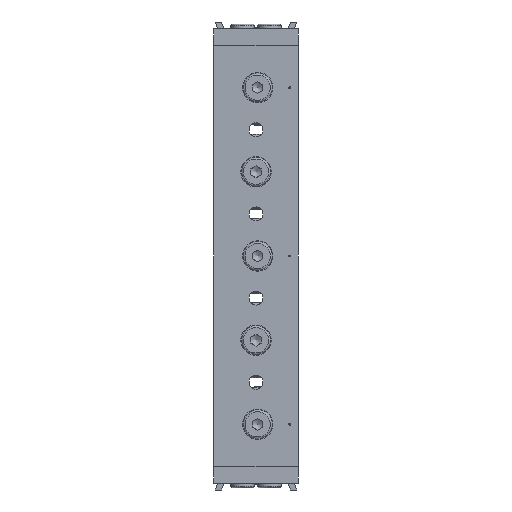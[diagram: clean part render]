
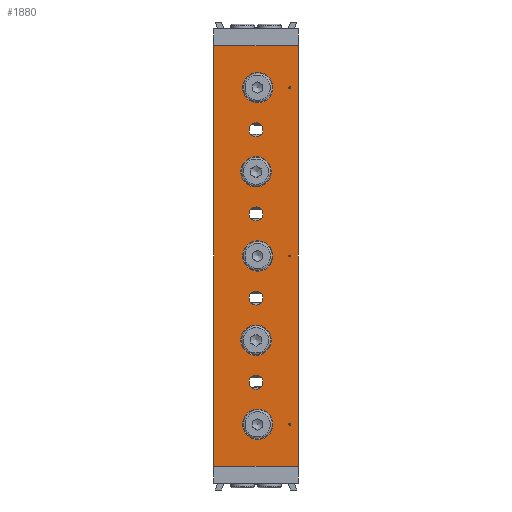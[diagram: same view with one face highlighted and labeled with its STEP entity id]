
A CAD part, left-side view. The second image highlights one B-rep face of the part: STEP entity #1880.
In plain terms, the highlighted planar face has unit normal (-1, 0, 0).
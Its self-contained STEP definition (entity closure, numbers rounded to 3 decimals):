
#230=CARTESIAN_POINT('',(0.0,12.5,92.0));
#231=VERTEX_POINT('',#230);
#232=CARTESIAN_POINT('',(0.0,12.5,87.5));
#233=DIRECTION('',(1.0,0.0,0.0));
#234=DIRECTION('',(0.0,0.0,1.0));
#235=AXIS2_PLACEMENT_3D('',#232,#233,#234);
#236=CIRCLE('',#235,4.5);
#237=EDGE_CURVE('',#231,#231,#236,.T.);
#884=CARTESIAN_POINT('',(0.0,12.5,42.0));
#885=VERTEX_POINT('',#884);
#886=CARTESIAN_POINT('',(0.0,12.5,37.5));
#887=DIRECTION('',(1.0,0.0,0.0));
#888=DIRECTION('',(0.0,0.0,1.0));
#889=AXIS2_PLACEMENT_3D('',#886,#887,#888);
#890=CIRCLE('',#889,4.5);
#891=EDGE_CURVE('',#885,#885,#890,.T.);
#958=CARTESIAN_POINT('',(0.0,12.5,102.067));
#959=VERTEX_POINT('',#958);
#960=CARTESIAN_POINT('',(0.0,12.5,100.0));
#961=DIRECTION('',(1.0,0.0,0.0));
#962=DIRECTION('',(0.0,0.0,1.0));
#963=AXIS2_PLACEMENT_3D('',#960,#961,#962);
#964=CIRCLE('',#963,2.067);
#965=EDGE_CURVE('',#959,#959,#964,.T.);
#1007=CARTESIAN_POINT('',(0.0,12.5,77.067));
#1008=VERTEX_POINT('',#1007);
#1009=CARTESIAN_POINT('',(0.0,12.5,75.0));
#1010=DIRECTION('',(1.0,0.0,0.0));
#1011=DIRECTION('',(0.0,0.0,1.0));
#1012=AXIS2_PLACEMENT_3D('',#1009,#1010,#1011);
#1013=CIRCLE('',#1012,2.067);
#1014=EDGE_CURVE('',#1008,#1008,#1013,.T.);
#1056=CARTESIAN_POINT('',(0.0,12.5,52.067));
#1057=VERTEX_POINT('',#1056);
#1058=CARTESIAN_POINT('',(0.0,12.5,50.0));
#1059=DIRECTION('',(1.0,0.0,0.0));
#1060=DIRECTION('',(0.0,0.0,1.0));
#1061=AXIS2_PLACEMENT_3D('',#1058,#1059,#1060);
#1062=CIRCLE('',#1061,2.067);
#1063=EDGE_CURVE('',#1057,#1057,#1062,.T.);
#1105=CARTESIAN_POINT('',(0.0,12.5,27.067));
#1106=VERTEX_POINT('',#1105);
#1107=CARTESIAN_POINT('',(0.0,12.5,25.0));
#1108=DIRECTION('',(1.0,0.0,0.0));
#1109=DIRECTION('',(0.0,0.0,1.0));
#1110=AXIS2_PLACEMENT_3D('',#1107,#1108,#1109);
#1111=CIRCLE('',#1110,2.067);
#1112=EDGE_CURVE('',#1106,#1106,#1111,.T.);
#1192=CARTESIAN_POINT('',(0.0,2.5,112.75));
#1193=VERTEX_POINT('',#1192);
#1194=CARTESIAN_POINT('',(0.0,2.5,112.5));
#1195=DIRECTION('',(1.0,0.0,0.0));
#1196=DIRECTION('',(0.0,0.0,1.0));
#1197=AXIS2_PLACEMENT_3D('',#1194,#1195,#1196);
#1198=CIRCLE('',#1197,0.25);
#1199=EDGE_CURVE('',#1193,#1193,#1198,.T.);
#1304=CARTESIAN_POINT('',(0.0,12.,117.0));
#1305=VERTEX_POINT('',#1304);
#1306=CARTESIAN_POINT('',(0.0,12.,112.5));
#1307=DIRECTION('',(1.0,0.0,0.0));
#1308=DIRECTION('',(0.0,0.0,1.0));
#1309=AXIS2_PLACEMENT_3D('',#1306,#1307,#1308);
#1310=CIRCLE('',#1309,4.5);
#1311=EDGE_CURVE('',#1305,#1305,#1310,.T.);
#1416=CARTESIAN_POINT('',(0.0,2.5,62.75));
#1417=VERTEX_POINT('',#1416);
#1418=CARTESIAN_POINT('',(0.0,2.5,62.5));
#1419=DIRECTION('',(1.0,0.0,0.0));
#1420=DIRECTION('',(0.0,0.0,1.0));
#1421=AXIS2_PLACEMENT_3D('',#1418,#1419,#1420);
#1422=CIRCLE('',#1421,0.25);
#1423=EDGE_CURVE('',#1417,#1417,#1422,.T.);
#1554=CARTESIAN_POINT('',(0.0,12.,67.0));
#1555=VERTEX_POINT('',#1554);
#1556=CARTESIAN_POINT('',(0.0,12.,62.5));
#1557=DIRECTION('',(1.0,0.0,0.0));
#1558=DIRECTION('',(0.0,0.0,1.0));
#1559=AXIS2_PLACEMENT_3D('',#1556,#1557,#1558);
#1560=CIRCLE('',#1559,4.5);
#1561=EDGE_CURVE('',#1555,#1555,#1560,.T.);
#1688=CARTESIAN_POINT('',(0.0,2.5,12.75));
#1689=VERTEX_POINT('',#1688);
#1690=CARTESIAN_POINT('',(0.0,2.5,12.5));
#1691=DIRECTION('',(1.0,0.0,0.0));
#1692=DIRECTION('',(0.0,0.0,1.0));
#1693=AXIS2_PLACEMENT_3D('',#1690,#1691,#1692);
#1694=CIRCLE('',#1693,0.25);
#1695=EDGE_CURVE('',#1689,#1689,#1694,.T.);
#1757=CARTESIAN_POINT('',(0.0,12.,17.0));
#1758=VERTEX_POINT('',#1757);
#1759=CARTESIAN_POINT('',(0.0,12.,12.5));
#1760=DIRECTION('',(1.0,0.0,0.0));
#1761=DIRECTION('',(0.0,0.0,1.0));
#1762=AXIS2_PLACEMENT_3D('',#1759,#1760,#1761);
#1763=CIRCLE('',#1762,4.5);
#1764=EDGE_CURVE('',#1758,#1758,#1763,.T.);
#1805=CARTESIAN_POINT('',(0.0,0.0,0.0));
#1806=DIRECTION('',(-1.0,0.0,0.0));
#1807=DIRECTION('',(0.0,0.0,1.0));
#1808=AXIS2_PLACEMENT_3D('',#1805,#1806,#1807);
#1809=PLANE('',#1808);
#1810=CARTESIAN_POINT('',(0.0,0.0,125.0));
#1811=VERTEX_POINT('',#1810);
#1812=CARTESIAN_POINT('',(0.0,25.0,125.0));
#1813=VERTEX_POINT('',#1812);
#1814=CARTESIAN_POINT('',(0.0,0.0,125.0));
#1815=DIRECTION('',(0.0,1.0,0.0));
#1816=VECTOR('',#1815,25.0);
#1817=LINE('',#1814,#1816);
#1818=EDGE_CURVE('',#1811,#1813,#1817,.T.);
#1819=ORIENTED_EDGE('',*,*,#1818,.T.);
#1820=CARTESIAN_POINT('',(0.0,25.0,0.0));
#1821=VERTEX_POINT('',#1820);
#1822=CARTESIAN_POINT('',(0.0,25.0,0.0));
#1823=DIRECTION('',(0.0,0.0,1.0));
#1824=VECTOR('',#1823,125.0);
#1825=LINE('',#1822,#1824);
#1826=EDGE_CURVE('',#1821,#1813,#1825,.T.);
#1827=ORIENTED_EDGE('',*,*,#1826,.F.);
#1828=CARTESIAN_POINT('',(0.0,0.0,0.0));
#1829=VERTEX_POINT('',#1828);
#1830=CARTESIAN_POINT('',(0.0,25.0,0.0));
#1831=DIRECTION('',(0.0,-1.0,0.0));
#1832=VECTOR('',#1831,25.0);
#1833=LINE('',#1830,#1832);
#1834=EDGE_CURVE('',#1821,#1829,#1833,.T.);
#1835=ORIENTED_EDGE('',*,*,#1834,.T.);
#1836=CARTESIAN_POINT('',(0.0,0.0,0.0));
#1837=DIRECTION('',(0.0,0.0,1.0));
#1838=VECTOR('',#1837,125.0);
#1839=LINE('',#1836,#1838);
#1840=EDGE_CURVE('',#1829,#1811,#1839,.T.);
#1841=ORIENTED_EDGE('',*,*,#1840,.T.);
#1842=EDGE_LOOP('',(#1819,#1827,#1835,#1841));
#1843=FACE_OUTER_BOUND('',#1842,.T.);
#1844=ORIENTED_EDGE('',*,*,#237,.T.);
#1845=EDGE_LOOP('',(#1844));
#1846=FACE_BOUND('',#1845,.T.);
#1847=ORIENTED_EDGE('',*,*,#891,.T.);
#1848=EDGE_LOOP('',(#1847));
#1849=FACE_BOUND('',#1848,.T.);
#1850=ORIENTED_EDGE('',*,*,#965,.T.);
#1851=EDGE_LOOP('',(#1850));
#1852=FACE_BOUND('',#1851,.T.);
#1853=ORIENTED_EDGE('',*,*,#1014,.T.);
#1854=EDGE_LOOP('',(#1853));
#1855=FACE_BOUND('',#1854,.T.);
#1856=ORIENTED_EDGE('',*,*,#1063,.T.);
#1857=EDGE_LOOP('',(#1856));
#1858=FACE_BOUND('',#1857,.T.);
#1859=ORIENTED_EDGE('',*,*,#1112,.T.);
#1860=EDGE_LOOP('',(#1859));
#1861=FACE_BOUND('',#1860,.T.);
#1862=ORIENTED_EDGE('',*,*,#1199,.T.);
#1863=EDGE_LOOP('',(#1862));
#1864=FACE_BOUND('',#1863,.T.);
#1865=ORIENTED_EDGE('',*,*,#1311,.T.);
#1866=EDGE_LOOP('',(#1865));
#1867=FACE_BOUND('',#1866,.T.);
#1868=ORIENTED_EDGE('',*,*,#1423,.T.);
#1869=EDGE_LOOP('',(#1868));
#1870=FACE_BOUND('',#1869,.T.);
#1871=ORIENTED_EDGE('',*,*,#1561,.T.);
#1872=EDGE_LOOP('',(#1871));
#1873=FACE_BOUND('',#1872,.T.);
#1874=ORIENTED_EDGE('',*,*,#1695,.T.);
#1875=EDGE_LOOP('',(#1874));
#1876=FACE_BOUND('',#1875,.T.);
#1877=ORIENTED_EDGE('',*,*,#1764,.T.);
#1878=EDGE_LOOP('',(#1877));
#1879=FACE_BOUND('',#1878,.T.);
#1880=ADVANCED_FACE('',(#1843,#1846,#1849,#1852,#1855,#1858,#1861,#1864,#1867,#1870,#1873,#1876,#1879),#1809,.T.);
